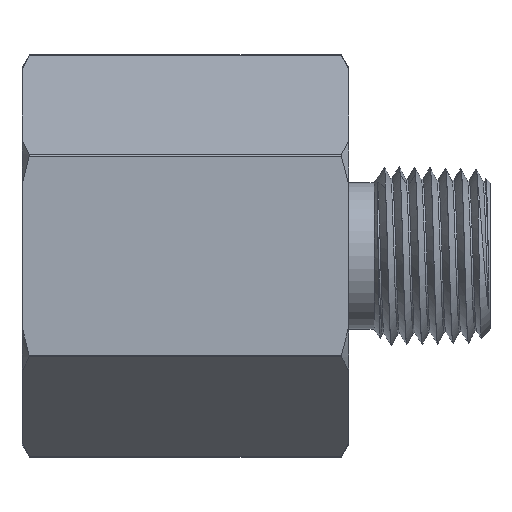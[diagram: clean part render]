
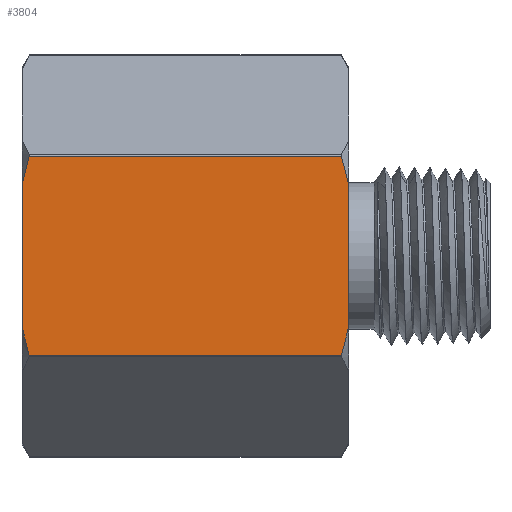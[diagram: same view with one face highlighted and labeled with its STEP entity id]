
A CAD part, top view. The second image highlights one B-rep face of the part: STEP entity #3804.
In plain terms, the highlighted planar face has unit normal (0, 0, 1).
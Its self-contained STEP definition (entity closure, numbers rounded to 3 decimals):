
#130=DIRECTION('',(0.,-1.,0.));
#131=VECTOR('',#130,16.806);
#132=CARTESIAN_POINT('',(0.,8.403,20.6));
#133=LINE('',#132,#131);
#225=CARTESIAN_POINT('',(0.855,11.778,20.6));
#275=CARTESIAN_POINT('',(0.855,-11.778,20.6));
#457=DIRECTION('',(-1.,0.,0.));
#458=VECTOR('',#457,36.89);
#459=CARTESIAN_POINT('',(37.745,11.778,20.6));
#460=LINE('',#459,#458);
#461=CARTESIAN_POINT('',(38.6,8.403,20.6));
#462=CARTESIAN_POINT('',(38.52,8.772,20.6));
#463=CARTESIAN_POINT('',(38.349,9.513,20.6));
#464=CARTESIAN_POINT('',(38.064,10.635,20.6));
#465=CARTESIAN_POINT('',(37.854,11.395,20.6));
#466=CARTESIAN_POINT('',(37.745,11.778,20.6));
#468=CARTESIAN_POINT('',(37.745,-11.778,20.6));
#469=CARTESIAN_POINT('',(37.855,-11.394,20.6));
#470=CARTESIAN_POINT('',(38.065,-10.633,20.6));
#471=CARTESIAN_POINT('',(38.349,-9.512,20.6));
#472=CARTESIAN_POINT('',(38.52,-8.771,20.6));
#473=CARTESIAN_POINT('',(38.6,-8.403,20.6));
#475=DIRECTION('',(-1.,0.,0.));
#476=VECTOR('',#475,36.89);
#477=CARTESIAN_POINT('',(37.745,-11.778,20.6));
#478=LINE('',#477,#476);
#479=CARTESIAN_POINT('',(0.855,-11.778,20.6));
#480=CARTESIAN_POINT('',(0.745,-11.394,20.6));
#481=CARTESIAN_POINT('',(0.535,-10.633,20.6));
#482=CARTESIAN_POINT('',(0.251,-9.512,20.6));
#483=CARTESIAN_POINT('',(0.08,-8.771,20.6));
#484=CARTESIAN_POINT('',(0.,-8.403,20.6));
#486=CARTESIAN_POINT('',(0.,8.403,20.6));
#487=CARTESIAN_POINT('',(0.08,8.772,20.6));
#488=CARTESIAN_POINT('',(0.251,9.513,20.6));
#489=CARTESIAN_POINT('',(0.536,10.635,20.6));
#490=CARTESIAN_POINT('',(0.746,11.395,20.6));
#491=CARTESIAN_POINT('',(0.855,11.778,20.6));
#498=CARTESIAN_POINT('',(37.745,11.778,20.6));
#576=DIRECTION('',(0.,-1.,0.));
#577=VECTOR('',#576,16.806);
#578=CARTESIAN_POINT('',(38.6,8.403,20.6));
#579=LINE('',#578,#577);
#3274=CARTESIAN_POINT('',(0.,-8.403,20.6));
#3276=VERTEX_POINT('',#3274);
#3277=CARTESIAN_POINT('',(0.,8.403,20.6));
#3279=VERTEX_POINT('',#3277);
#3290=CARTESIAN_POINT('',(38.6,-8.403,20.6));
#3292=VERTEX_POINT('',#3290);
#3293=CARTESIAN_POINT('',(38.6,8.403,20.6));
#3295=VERTEX_POINT('',#3293);
#3313=VERTEX_POINT('',#225);
#3317=VERTEX_POINT('',#498);
#3339=VERTEX_POINT('',#275);
#3340=CARTESIAN_POINT('',(37.745,-11.778,20.6));
#3341=VERTEX_POINT('',#3340);
#3786=CARTESIAN_POINT('',(0.,11.893,20.6));
#3787=DIRECTION('',(0.,0.,1.));
#3788=DIRECTION('',(0.,-1.,0.));
#3789=AXIS2_PLACEMENT_3D('',#3786,#3787,#3788);
#3790=PLANE('',#3789);
#3791=ORIENTED_EDGE('',*,*,#3611,.F.);
#3793=ORIENTED_EDGE('',*,*,#3792,.F.);
#3795=ORIENTED_EDGE('',*,*,#3794,.T.);
#3797=ORIENTED_EDGE('',*,*,#3796,.F.);
#3798=ORIENTED_EDGE('',*,*,#3778,.T.);
#3799=ORIENTED_EDGE('',*,*,#3596,.T.);
#3800=ORIENTED_EDGE('',*,*,#3480,.F.);
#3801=ORIENTED_EDGE('',*,*,#3518,.T.);
#3802=EDGE_LOOP('',(#3791,#3793,#3795,#3797,#3798,#3799,#3800,#3801));
#3803=FACE_OUTER_BOUND('',#3802,.F.);
#467=B_SPLINE_CURVE_WITH_KNOTS('',3,(#461,#462,#463,#464,#465,#466),
.UNSPECIFIED.,.F.,.F.,(4,1,1,4),(0.,0.333,0.667,1.),
.UNSPECIFIED.);
#474=B_SPLINE_CURVE_WITH_KNOTS('',3,(#468,#469,#470,#471,#472,#473),
.UNSPECIFIED.,.F.,.F.,(4,1,1,4),(0.,0.333,0.667,1.),
.UNSPECIFIED.);
#485=B_SPLINE_CURVE_WITH_KNOTS('',3,(#479,#480,#481,#482,#483,#484),
.UNSPECIFIED.,.F.,.F.,(4,1,1,4),(0.,0.333,0.667,1.),
.UNSPECIFIED.);
#492=B_SPLINE_CURVE_WITH_KNOTS('',3,(#486,#487,#488,#489,#490,#491),
.UNSPECIFIED.,.F.,.F.,(4,1,1,4),(0.,0.333,0.667,1.),
.UNSPECIFIED.);
#3480=EDGE_CURVE('',#3279,#3276,#133,.T.);
#3518=EDGE_CURVE('',#3279,#3313,#492,.T.);
#3596=EDGE_CURVE('',#3339,#3276,#485,.T.);
#3611=EDGE_CURVE('',#3317,#3313,#460,.T.);
#3778=EDGE_CURVE('',#3341,#3339,#478,.T.);
#3792=EDGE_CURVE('',#3295,#3317,#467,.T.);
#3794=EDGE_CURVE('',#3295,#3292,#579,.T.);
#3796=EDGE_CURVE('',#3341,#3292,#474,.T.);
#3804=ADVANCED_FACE('',(#3803),#3790,.T.);
